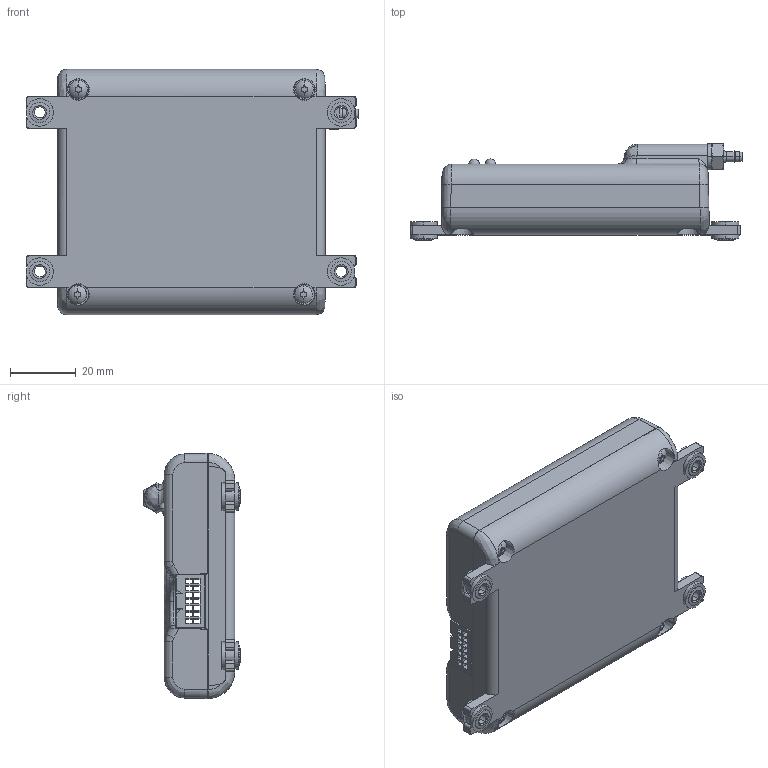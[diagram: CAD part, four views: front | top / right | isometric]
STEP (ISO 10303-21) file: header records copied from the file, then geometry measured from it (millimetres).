
FILE_DESCRIPTION (( 'STEP AP214' ), '1' );
FILE_NAME ('HFE0200 Customer Model.STEP', '2015-11-25T21:24:16', ( '' ), ( '' ), 'SwSTEP 2.0', 'SolidWorks 2014', '' );
FILE_SCHEMA (( 'AUTOMOTIVE_DESIGN' ));
Length unit declared in the file: inch
Products named in the file (1): HFE0200 Customer Model
Bounding box: 100.71 x 29.17 x 74.42 mm (x, y, z)
Surface area: 24308.4 mm2 (no closed solid volume)
Topology: 0 solids, 23 shells, 614 faces, 1914 edges, 1326 vertices
Faces by surface type: plane 327, cylinder 159, cone 58, bspline 40, sphere 16, torus 14
Entity records: 32730 total; most frequent: CARTESIAN_POINT 8553, ORIENTED_EDGE 3301, DIRECTION 3029, EDGE_CURVE 1900, VERTEX_POINT 1320, LINE 1209, VECTOR 1209, AXIS2_PLACEMENT_3D 910
